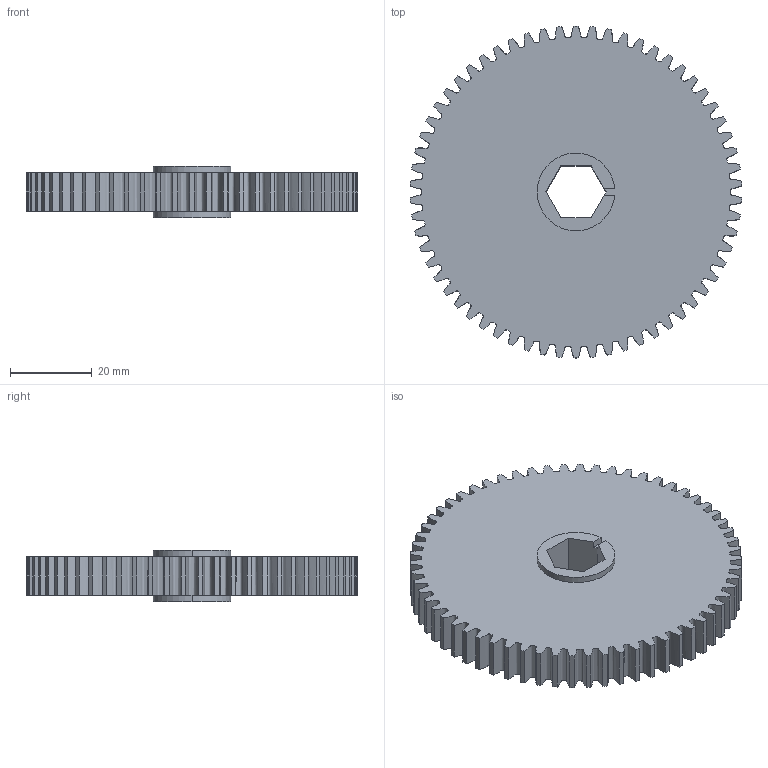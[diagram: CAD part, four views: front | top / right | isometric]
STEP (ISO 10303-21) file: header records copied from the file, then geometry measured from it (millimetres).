
FILE_DESCRIPTION (( 'STEP AP214' ), '1' );
FILE_NAME ('WCP-0721 Rev1.step', '2022-11-24T01:49:26', ( '' ), ( '' ), 'SwSTEP 2.0', 'SolidWorks 2020', '' );
FILE_SCHEMA (( 'AUTOMOTIVE_DESIGN' ));
Length unit declared in the file: inch
Products named in the file (1): WCP-0721 Rev1
Bounding box: 81.23 x 81.28 x 12.65 mm (x, y, z)
Volume: 46757.8 mm3; surface area: 14947.4 mm2
Topology: 1 solids, 1 shells, 140 faces, 411 edges, 274 vertices
Faces by surface type: cylinder 66, bspline 62, plane 12
Entity records: 22711 total; most frequent: CARTESIAN_POINT 19240, ORIENTED_EDGE 822, DIRECTION 577, EDGE_CURVE 411, VERTEX_POINT 274, AXIS2_PLACEMENT_3D 211, LINE 155, VECTOR 155
